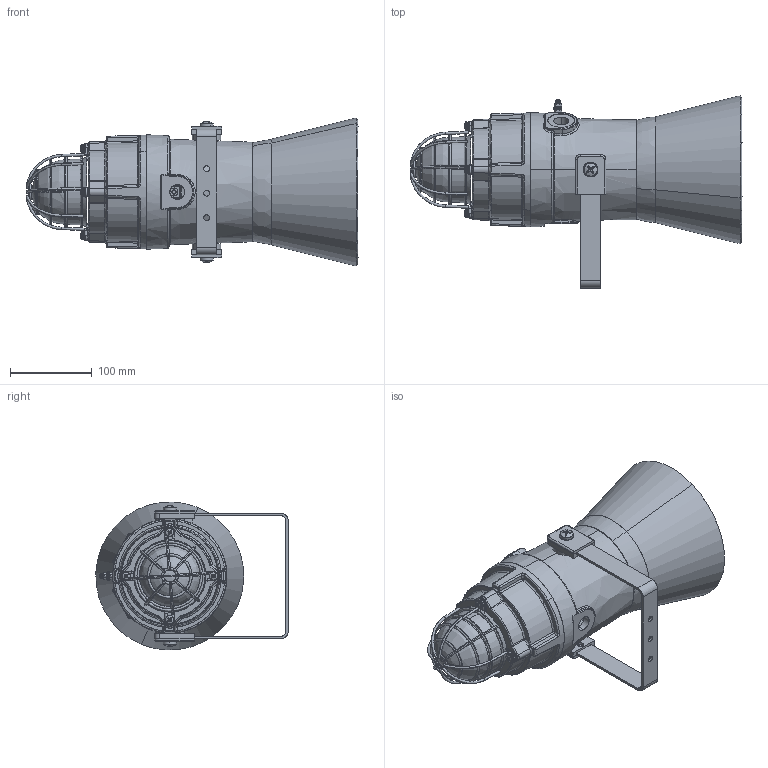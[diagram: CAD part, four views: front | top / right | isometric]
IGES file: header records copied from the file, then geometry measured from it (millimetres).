
Start section: SolidWorks IGES file using analytic representation for surfaces
Global section: file name: SK0371_Issue_B.IGS; native system: SolidWorks 2016; preprocessor: SolidWorks 2016; author: randip.rait; date: 151019.141815; units: millimetre
Bounding box: 406.61 x 235.61 x 181.22 mm (x, y, z)
Surface area: 366875.3 mm2 (no closed solid volume)
Topology: 0 solids, 0 shells, 857 faces, 12092 edges, 12071 vertices
Faces by surface type: bspline 495, revolution 362
